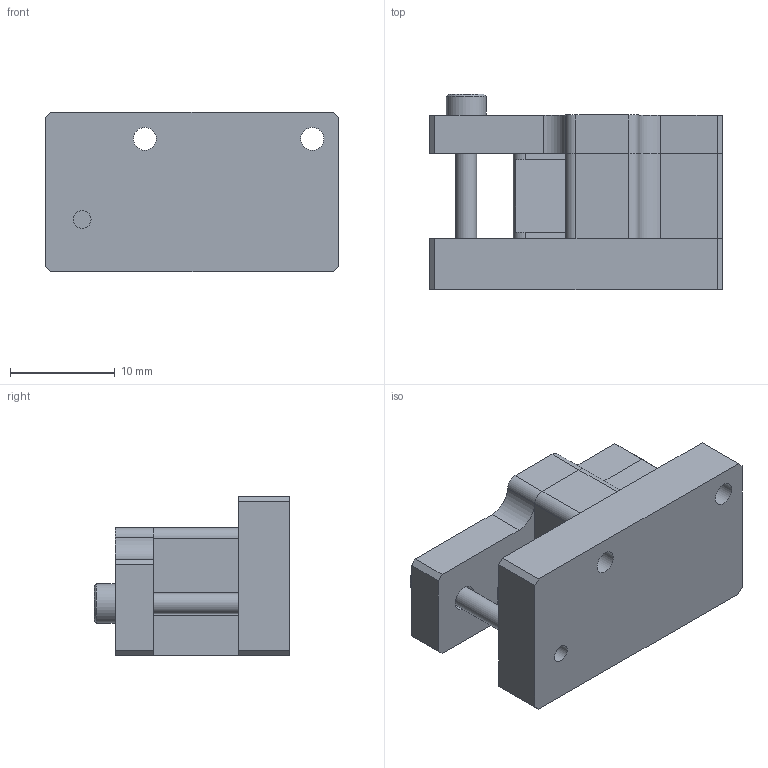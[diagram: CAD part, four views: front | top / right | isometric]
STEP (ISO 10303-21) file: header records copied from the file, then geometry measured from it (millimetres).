
FILE_DESCRIPTION(/* description */ (''),/* implementation_level */ '2;1');
FILE_NAME(/* name */ 'A_9402_0034_01_B.stp',/* time_stamp */ '2014-10-23T16:34:30+01:00',/* author */ (''),/* organization */ (''),/* preprocessor_version */ 'ST-DEVELOPER v11',/* originating_system */ 'SIEMENS PLM Software NX 7.5',/* authorisation */ '');
FILE_SCHEMA (('AUTOMOTIVE_DESIGN { 1 0 10303 214 1 1 1 1 }'));
Length unit declared in the file: millimetre
Products named in the file (9): P-LA01-0036_A; P50146_A; M-1015-8148-01_C; P-SC01-0214_A; P-SC02-0308_B; M-9402-0032-02_C; M-9402-0033-02_C; M-9402-0056-01_A; A-9402-0034-01_B
Assembly tree (9 placements, depth 3):
  A-9402-0034-01_B
    M-9402-0033-02_C
    M-9402-0032-02_C
    P-SC02-0308_B  x2
    P-SC01-0214_A
    M-1015-8148-01_C
    P50146_A
    M-9402-0056-01_A
      P-LA01-0036_A
Bounding box: 28 x 18.7 x 15.25 mm (x, y, z)
Volume: 4451.1 mm3; surface area: 3538.9 mm2
Topology: 5 solids, 5 shells, 99 faces, 251 edges, 166 vertices
Faces by surface type: plane 63, cylinder 26, cone 10
Full cylindrical faces by diameter (mm): 1.7 x1, 2 x1, 2.2 x2, 2.5 x1, 2.6 x2, 3 x2, 3.4 x2, 3.8 x1, 6 x2
Entity records: 2680 total; most frequent: DIRECTION 441, CARTESIAN_POINT 431, ORIENTED_EDGE 388, EDGE_CURVE 194, AXIS2_PLACEMENT_3D 151, VERTEX_POINT 141, LINE 139, VECTOR 139
